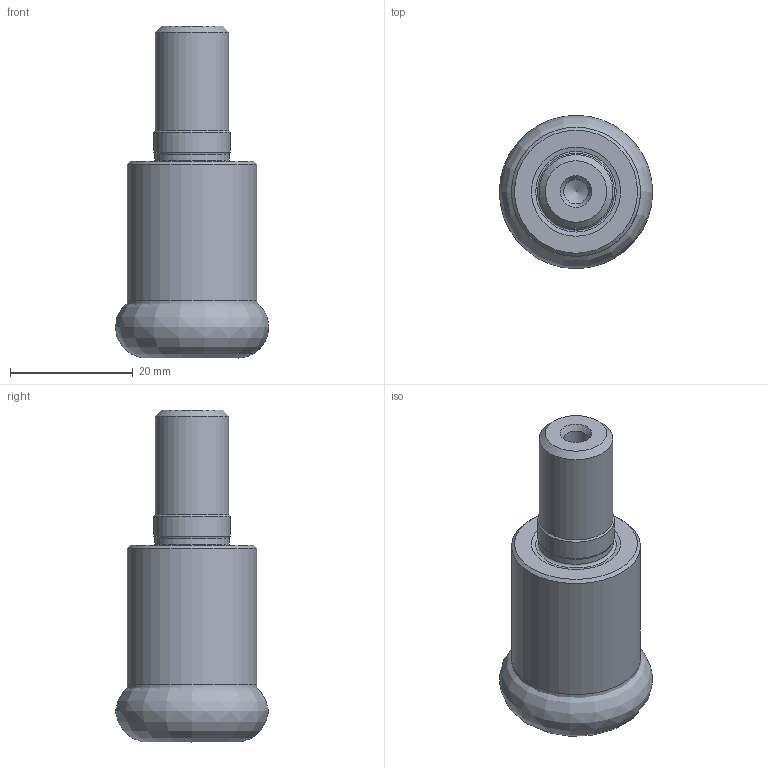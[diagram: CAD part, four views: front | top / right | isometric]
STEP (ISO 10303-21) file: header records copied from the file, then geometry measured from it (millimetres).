
FILE_DESCRIPTION(/* description */ (''),/* implementation_level */ '2;1');
FILE_NAME(/* name */ 'ax_step_export_ax_temp_1.stp',/* time_stamp */ '2020-03-06T12:29:22+01:00',/* author */ (''),/* organization */ (''),/* preprocessor_version */ 'ST-DEVELOPER v16.7',/* originating_system */ 'SIEMENS PLM Software NX 12.0',/* authorisation */ '');
FILE_SCHEMA (('AUTOMOTIVE_DESIGN { 1 0 10303 214 3 1 1 1 }'));
Length unit declared in the file: millimetre
Products named in the file (1): ax_temp_1
Bounding box: 24.95 x 24.95 x 54 mm (x, y, z)
Volume: 16750.1 mm3; surface area: 5532.3 mm2
Topology: 2 solids, 2 shells, 24 faces, 50 edges, 29 vertices
Faces by surface type: cone 8, cylinder 6, torus 6, plane 3, revolution 1
Full cylindrical faces by diameter (mm): 4 x1, 12 x1, 12.1 x1, 12.5 x1, 21 x1, 23.8 x1
Entity records: 669 total; most frequent: DIRECTION 95, CARTESIAN_POINT 72, AXIS2_PLACEMENT_3D 47, FACE_BOUND 45, EDGE_LOOP 44, ORIENTED_EDGE 44, PRESENTATION_STYLE_ASSIGNMENT 25, SURFACE_STYLE_USAGE 25
